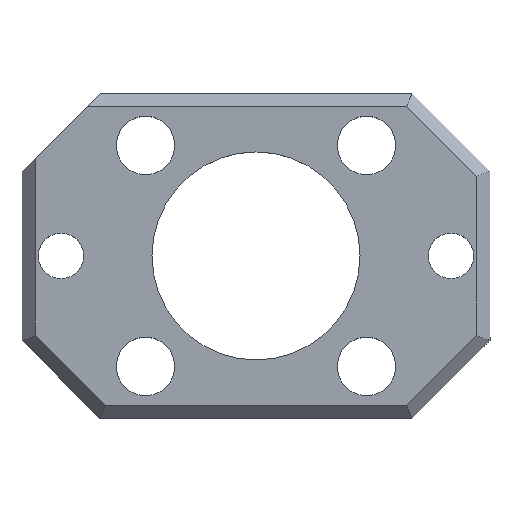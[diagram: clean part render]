
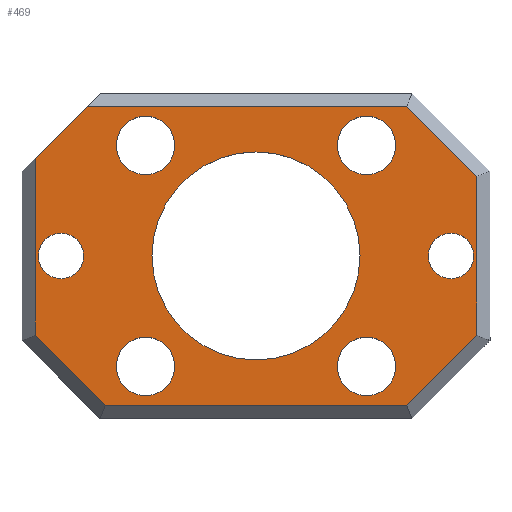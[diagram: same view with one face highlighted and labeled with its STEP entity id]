
A CAD part, top view. The second image highlights one B-rep face of the part: STEP entity #469.
In plain terms, the highlighted planar face has unit normal (0, 0, 1).
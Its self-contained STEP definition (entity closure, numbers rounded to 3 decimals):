
#23=FACE_BOUND('',#88,.T.);
#24=FACE_BOUND('',#89,.T.);
#25=FACE_BOUND('',#90,.T.);
#26=FACE_BOUND('',#91,.T.);
#27=FACE_BOUND('',#92,.T.);
#28=FACE_BOUND('',#93,.T.);
#29=FACE_BOUND('',#94,.T.);
#38=CIRCLE('',#510,2.25);
#39=CIRCLE('',#511,1.75);
#40=CIRCLE('',#512,1.75);
#41=CIRCLE('',#513,2.25);
#42=CIRCLE('',#514,2.25);
#43=CIRCLE('',#515,2.25);
#44=CIRCLE('',#516,8.);
#61=FACE_OUTER_BOUND('',#87,.T.);
#87=EDGE_LOOP('',(#346,#347,#348,#349,#350,#351,#352,#353));
#88=EDGE_LOOP('',(#354));
#89=EDGE_LOOP('',(#355));
#90=EDGE_LOOP('',(#356));
#91=EDGE_LOOP('',(#357));
#92=EDGE_LOOP('',(#358));
#93=EDGE_LOOP('',(#359));
#94=EDGE_LOOP('',(#360));
#123=LINE('',#685,#170);
#125=LINE('',#689,#172);
#128=LINE('',#695,#175);
#131=LINE('',#701,#178);
#134=LINE('',#707,#181);
#137=LINE('',#713,#184);
#140=LINE('',#719,#187);
#143=LINE('',#724,#190);
#170=VECTOR('',#550,10.);
#172=VECTOR('',#554,10.);
#175=VECTOR('',#559,10.);
#178=VECTOR('',#564,10.);
#181=VECTOR('',#569,10.);
#184=VECTOR('',#574,10.);
#187=VECTOR('',#579,10.);
#190=VECTOR('',#584,10.);
#217=VERTEX_POINT('',#682);
#218=VERTEX_POINT('',#684);
#219=VERTEX_POINT('',#688);
#221=VERTEX_POINT('',#694);
#223=VERTEX_POINT('',#700);
#225=VERTEX_POINT('',#706);
#227=VERTEX_POINT('',#712);
#229=VERTEX_POINT('',#718);
#231=VERTEX_POINT('',#725);
#232=VERTEX_POINT('',#727);
#233=VERTEX_POINT('',#729);
#234=VERTEX_POINT('',#731);
#235=VERTEX_POINT('',#733);
#236=VERTEX_POINT('',#735);
#237=VERTEX_POINT('',#737);
#257=EDGE_CURVE('',#217,#218,#123,.T.);
#259=EDGE_CURVE('',#218,#219,#125,.T.);
#262=EDGE_CURVE('',#219,#221,#128,.T.);
#265=EDGE_CURVE('',#221,#223,#131,.T.);
#268=EDGE_CURVE('',#223,#225,#134,.T.);
#271=EDGE_CURVE('',#225,#227,#137,.T.);
#274=EDGE_CURVE('',#227,#229,#140,.T.);
#277=EDGE_CURVE('',#217,#229,#143,.T.);
#278=EDGE_CURVE('',#231,#231,#38,.T.);
#279=EDGE_CURVE('',#232,#232,#39,.T.);
#280=EDGE_CURVE('',#233,#233,#40,.T.);
#281=EDGE_CURVE('',#234,#234,#41,.T.);
#282=EDGE_CURVE('',#235,#235,#42,.T.);
#283=EDGE_CURVE('',#236,#236,#43,.T.);
#284=EDGE_CURVE('',#237,#237,#44,.T.);
#346=ORIENTED_EDGE('',*,*,#274,.F.);
#347=ORIENTED_EDGE('',*,*,#271,.F.);
#348=ORIENTED_EDGE('',*,*,#268,.F.);
#349=ORIENTED_EDGE('',*,*,#265,.F.);
#350=ORIENTED_EDGE('',*,*,#262,.F.);
#351=ORIENTED_EDGE('',*,*,#259,.F.);
#352=ORIENTED_EDGE('',*,*,#257,.F.);
#353=ORIENTED_EDGE('',*,*,#277,.T.);
#354=ORIENTED_EDGE('',*,*,#278,.T.);
#355=ORIENTED_EDGE('',*,*,#279,.T.);
#356=ORIENTED_EDGE('',*,*,#280,.T.);
#357=ORIENTED_EDGE('',*,*,#281,.T.);
#358=ORIENTED_EDGE('',*,*,#282,.T.);
#359=ORIENTED_EDGE('',*,*,#283,.T.);
#360=ORIENTED_EDGE('',*,*,#284,.T.);
#451=PLANE('',#509);
#469=ADVANCED_FACE('',(#61,#23,#24,#25,#26,#27,#28,#29),#451,.T.);
#509=AXIS2_PLACEMENT_3D('',#723,#582,#583);
#510=AXIS2_PLACEMENT_3D('',#726,#585,#586);
#511=AXIS2_PLACEMENT_3D('',#728,#587,#588);
#512=AXIS2_PLACEMENT_3D('',#730,#589,#590);
#513=AXIS2_PLACEMENT_3D('',#732,#591,#592);
#514=AXIS2_PLACEMENT_3D('',#734,#593,#594);
#515=AXIS2_PLACEMENT_3D('',#736,#595,#596);
#516=AXIS2_PLACEMENT_3D('',#738,#597,#598);
#550=DIRECTION('',(1.,0.,0.));
#554=DIRECTION('',(0.707,-0.707,0.));
#559=DIRECTION('',(0.,-1.,0.));
#564=DIRECTION('',(-0.707,-0.707,0.));
#569=DIRECTION('',(-1.,0.,0.));
#574=DIRECTION('',(-0.707,0.707,0.));
#579=DIRECTION('',(0.,1.,0.));
#582=DIRECTION('center_axis',(0.,0.,1.));
#583=DIRECTION('ref_axis',(-1.,0.,0.));
#584=DIRECTION('',(-0.707,-0.707,0.));
#585=DIRECTION('center_axis',(0.,0.,-1.));
#586=DIRECTION('ref_axis',(-1.,0.,0.));
#587=DIRECTION('center_axis',(0.,0.,-1.));
#588=DIRECTION('ref_axis',(-1.,0.,0.));
#589=DIRECTION('center_axis',(0.,0.,-1.));
#590=DIRECTION('ref_axis',(-1.,0.,0.));
#591=DIRECTION('center_axis',(0.,0.,-1.));
#592=DIRECTION('ref_axis',(-1.,0.,0.));
#593=DIRECTION('center_axis',(0.,0.,-1.));
#594=DIRECTION('ref_axis',(-1.,0.,0.));
#595=DIRECTION('center_axis',(0.,0.,-1.));
#596=DIRECTION('ref_axis',(-1.,0.,0.));
#597=DIRECTION('center_axis',(0.,0.,-1.));
#598=DIRECTION('ref_axis',(-1.,0.,0.));
#682=CARTESIAN_POINT('',(-13.,11.5,-76.023));
#684=CARTESIAN_POINT('',(11.586,11.5,-76.023));
#685=CARTESIAN_POINT('',(6.,11.5,-76.023));
#688=CARTESIAN_POINT('',(17.,6.086,-76.023));
#689=CARTESIAN_POINT('',(14.418,8.668,-76.023));
#694=CARTESIAN_POINT('',(17.,-6.086,-76.023));
#695=CARTESIAN_POINT('',(17.,-3.25,-76.023));
#700=CARTESIAN_POINT('',(11.586,-11.5,-76.023));
#701=CARTESIAN_POINT('',(11.418,-11.668,-76.023));
#706=CARTESIAN_POINT('',(-11.586,-11.5,-76.023));
#707=CARTESIAN_POINT('',(-6.,-11.5,-76.023));
#712=CARTESIAN_POINT('',(-17.,-6.086,-76.023));
#713=CARTESIAN_POINT('',(-14.418,-8.668,-76.023));
#718=CARTESIAN_POINT('',(-17.,7.5,-76.023));
#719=CARTESIAN_POINT('',(-17.,3.25,-76.023));
#723=CARTESIAN_POINT('Origin',(0.,0.,
-76.023));
#724=CARTESIAN_POINT('',(-18.,6.5,-76.023));
#725=CARTESIAN_POINT('',(10.75,-8.5,-76.023));
#726=CARTESIAN_POINT('Origin',(8.5,-8.5,-76.023));
#727=CARTESIAN_POINT('',(-13.25,0.,-76.023));
#728=CARTESIAN_POINT('Origin',(-15.,0.,-76.023));
#729=CARTESIAN_POINT('',(16.75,0.,-76.023));
#730=CARTESIAN_POINT('Origin',(15.,0.,-76.023));
#731=CARTESIAN_POINT('',(-6.25,8.5,-76.023));
#732=CARTESIAN_POINT('Origin',(-8.5,8.5,-76.023));
#733=CARTESIAN_POINT('',(10.75,8.5,-76.023));
#734=CARTESIAN_POINT('Origin',(8.5,8.5,-76.023));
#735=CARTESIAN_POINT('',(-6.25,-8.5,-76.023));
#736=CARTESIAN_POINT('Origin',(-8.5,-8.5,-76.023));
#737=CARTESIAN_POINT('',(8.,0.,-76.023));
#738=CARTESIAN_POINT('Origin',(0.,0.,
-76.023));
